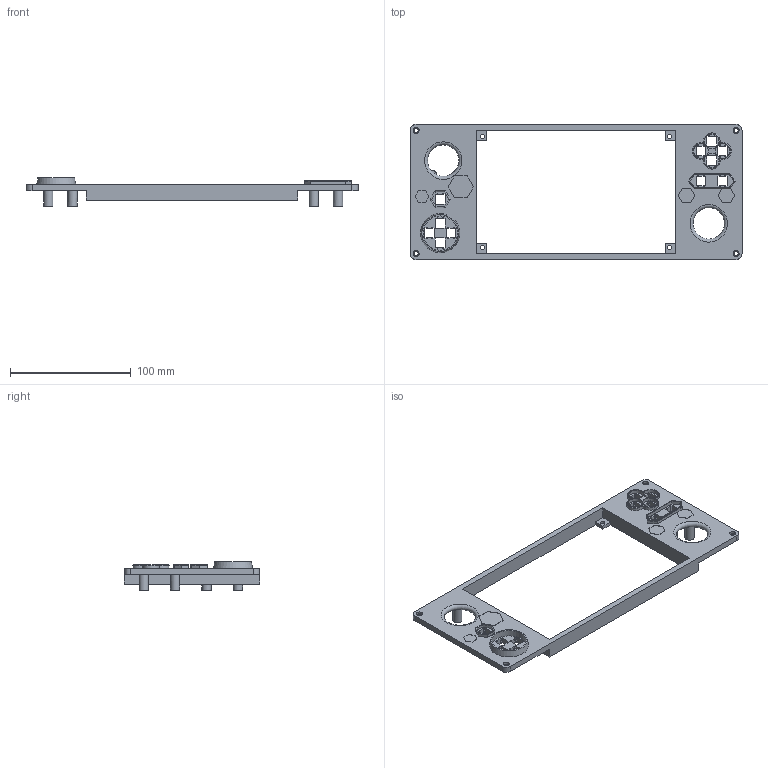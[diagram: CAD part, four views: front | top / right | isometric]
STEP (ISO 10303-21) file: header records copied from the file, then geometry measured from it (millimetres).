
FILE_DESCRIPTION(/* description */ (''),/* implementation_level */ '2;1');
FILE_NAME(/* name */ 'Top Plate.step',/* time_stamp */ '2025-08-05T19:26:33-06:00',/* author */ (''),/* organization */ (''),/* preprocessor_version */ 'ST-DEVELOPER v20.1',/* originating_system */ 'Autodesk Translation Framework v14.10.0.0',/* authorisation */ '');
FILE_SCHEMA (('AUTOMOTIVE_DESIGN { 1 0 10303 214 3 1 1 }'));
Length unit declared in the file: millimetre
Products named in the file (1): FusionComponent
Bounding box: 274.9 x 112 x 23.4 mm (x, y, z)
Volume: 88509.6 mm3; surface area: 48471.8 mm2
Topology: 1 solids, 3 shells, 320 faces, 852 edges, 562 vertices
Faces by surface type: plane 203, cylinder 108, torus 8, cone 1
Full cylindrical faces by diameter (mm): 3.4 x8, 4.45 x7, 5 x4, 7.65 x5, 12 x4, 28.4 x1
Entity records: 10334 total; most frequent: CARTESIAN_POINT 2046, DIRECTION 1711, ORIENTED_EDGE 1704, EDGE_CURVE 852, LINE 589, VECTOR 589, VERTEX_POINT 562, AXIS2_PLACEMENT_3D 561
